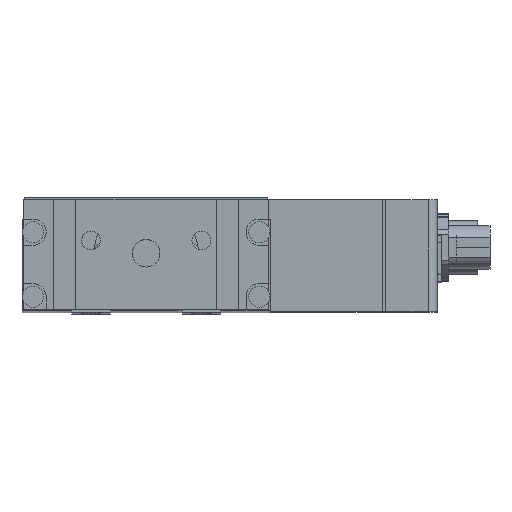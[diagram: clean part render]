
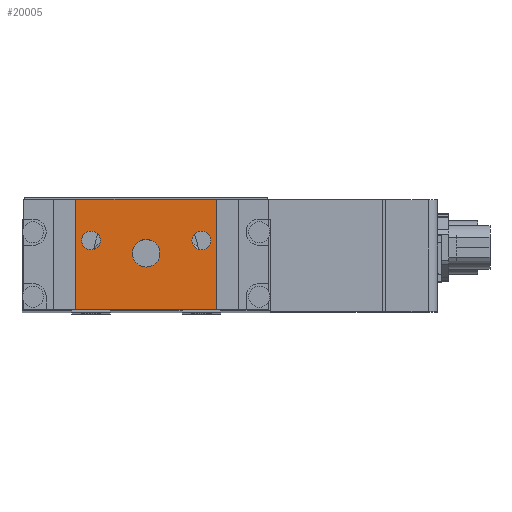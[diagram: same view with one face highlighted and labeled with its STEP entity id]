
A CAD part, top view. The second image highlights one B-rep face of the part: STEP entity #20005.
In plain terms, the highlighted planar face has unit normal (0, 0, 1).
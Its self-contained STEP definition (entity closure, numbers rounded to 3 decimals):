
#588 = VERTEX_POINT ( 'NONE', #13450 ) ;
#695 = VECTOR ( 'NONE', #4535, 1000. ) ;
#1377 = VERTEX_POINT ( 'NONE', #9400 ) ;
#1740 = DIRECTION ( 'NONE',  ( 0., 1., 0. ) ) ;
#1882 = EDGE_LOOP ( 'NONE', ( #2222, #13102 ) ) ;
#2222 = ORIENTED_EDGE ( 'NONE', *, *, #14052, .F. ) ;
#2594 = CARTESIAN_POINT ( 'NONE',  ( 0., 0., 214.75 ) ) ;
#2643 = ORIENTED_EDGE ( 'NONE', *, *, #8500, .T. ) ;
#2655 = CARTESIAN_POINT ( 'NONE',  ( -11.7, 2.33, 214.75 ) ) ;
#3101 = FACE_OUTER_BOUND ( 'NONE', #14549, .T. ) ;
#3265 = AXIS2_PLACEMENT_3D ( 'NONE', #4542, #12544, #6999 ) ;
#3654 = ORIENTED_EDGE ( 'NONE', *, *, #21830, .F. ) ;
#3851 = EDGE_CURVE ( 'NONE', #24071, #18680, #8450, .T. ) ;
#3922 = AXIS2_PLACEMENT_3D ( 'NONE', #16380, #18048, #8485 ) ;
#4202 = CARTESIAN_POINT ( 'NONE',  ( -10., 2.33, 214.75 ) ) ;
#4535 = DIRECTION ( 'NONE',  ( -1., 0., 0. ) ) ;
#4542 = CARTESIAN_POINT ( 'NONE',  ( 0., 0., 214.75 ) ) ;
#5014 = LINE ( 'NONE', #19081, #695 ) ;
#5143 = VERTEX_POINT ( 'NONE', #2655 ) ;
#5797 = CARTESIAN_POINT ( 'NONE',  ( -10., 2.33, 214.75 ) ) ;
#6237 = DIRECTION ( 'NONE',  ( 1., 0., 0. ) ) ;
#6575 = CARTESIAN_POINT ( 'NONE',  ( -12.75, 9.83, 214.75 ) ) ;
#6999 = DIRECTION ( 'NONE',  ( 1., 0., 0. ) ) ;
#7210 = AXIS2_PLACEMENT_3D ( 'NONE', #4202, #15967, #12585 ) ;
#7509 = CARTESIAN_POINT ( 'NONE',  ( 12.75, -10.17, 214.75 ) ) ;
#7608 = DIRECTION ( 'NONE',  ( 1., 0., 0. ) ) ;
#7671 = VERTEX_POINT ( 'NONE', #12006 ) ;
#7773 = ORIENTED_EDGE ( 'NONE', *, *, #23650, .T. ) ;
#8107 = ORIENTED_EDGE ( 'NONE', *, *, #17757, .T. ) ;
#8450 = CIRCLE ( 'NONE', #3922, 1.7 ) ;
#8485 = DIRECTION ( 'NONE',  ( 1., 0., 0. ) ) ;
#8500 = EDGE_CURVE ( 'NONE', #19559, #13640, #25083, .T. ) ;
#8712 = ORIENTED_EDGE ( 'NONE', *, *, #22436, .F. ) ;
#8786 = PLANE ( 'NONE',  #3265 ) ;
#9400 = CARTESIAN_POINT ( 'NONE',  ( -8.3, 2.33, 214.75 ) ) ;
#9481 = EDGE_CURVE ( 'NONE', #1377, #5143, #16272, .T. ) ;
#9714 = VECTOR ( 'NONE', #9729, 1000. ) ;
#9729 = DIRECTION ( 'NONE',  ( 1., 0., 0. ) ) ;
#10715 = CIRCLE ( 'NONE', #25131, 2.5 ) ;
#11072 = EDGE_LOOP ( 'NONE', ( #3654, #11554 ) ) ;
#11147 = EDGE_CURVE ( 'NONE', #7671, #22746, #19702, .T. ) ;
#11554 = ORIENTED_EDGE ( 'NONE', *, *, #11147, .F. ) ;
#11755 = CARTESIAN_POINT ( 'NONE',  ( 12.75, 9.83, 214.75 ) ) ;
#11783 = AXIS2_PLACEMENT_3D ( 'NONE', #5797, #17032, #7608 ) ;
#12006 = CARTESIAN_POINT ( 'NONE',  ( -2.5, 0., 214.75 ) ) ;
#12321 = DIRECTION ( 'NONE',  ( 0., 0., 1. ) ) ;
#12544 = DIRECTION ( 'NONE',  ( 0., 0., 1. ) ) ;
#12585 = DIRECTION ( 'NONE',  ( 1., 0., 0. ) ) ;
#13102 = ORIENTED_EDGE ( 'NONE', *, *, #9481, .F. ) ;
#13216 = AXIS2_PLACEMENT_3D ( 'NONE', #20542, #18354, #22479 ) ;
#13450 = CARTESIAN_POINT ( 'NONE',  ( 12.75, 9.83, 214.75 ) ) ;
#13640 = VERTEX_POINT ( 'NONE', #7509 ) ;
#14052 = EDGE_CURVE ( 'NONE', #5143, #1377, #14627, .T. ) ;
#14351 = FACE_BOUND ( 'NONE', #21809, .T. ) ;
#14549 = EDGE_LOOP ( 'NONE', ( #7773, #8107, #22253, #2643 ) ) ;
#14627 = CIRCLE ( 'NONE', #11783, 1.7 ) ;
#15967 = DIRECTION ( 'NONE',  ( 0., 0., 1. ) ) ;
#16272 = CIRCLE ( 'NONE', #7210, 1.7 ) ;
#16380 = CARTESIAN_POINT ( 'NONE',  ( 10., 2.33, 214.75 ) ) ;
#16410 = VERTEX_POINT ( 'NONE', #6575 ) ;
#16503 = CARTESIAN_POINT ( 'NONE',  ( 0., 0., 214.75 ) ) ;
#16936 = CIRCLE ( 'NONE', #13216, 1.7 ) ;
#17032 = DIRECTION ( 'NONE',  ( 0., 0., 1. ) ) ;
#17447 = ORIENTED_EDGE ( 'NONE', *, *, #3851, .F. ) ;
#17757 = EDGE_CURVE ( 'NONE', #588, #16410, #5014, .T. ) ;
#18048 = DIRECTION ( 'NONE',  ( 0., 0., 1. ) ) ;
#18135 = CARTESIAN_POINT ( 'NONE',  ( -12.75, -10.17, 214.75 ) ) ;
#18224 = FACE_BOUND ( 'NONE', #11072, .T. ) ;
#18354 = DIRECTION ( 'NONE',  ( 0., 0., 1. ) ) ;
#18466 = AXIS2_PLACEMENT_3D ( 'NONE', #2594, #12321, #6237 ) ;
#18488 = FACE_BOUND ( 'NONE', #1882, .T. ) ;
#18555 = DIRECTION ( 'NONE',  ( 1., 0., 0. ) ) ;
#18680 = VERTEX_POINT ( 'NONE', #24809 ) ;
#19081 = CARTESIAN_POINT ( 'NONE',  ( -22.25, 9.83, 214.75 ) ) ;
#19559 = VERTEX_POINT ( 'NONE', #18135 ) ;
#19563 = LINE ( 'NONE', #23457, #21826 ) ;
#19614 = DIRECTION ( 'NONE',  ( 0., 1., 0. ) ) ;
#19702 = CIRCLE ( 'NONE', #18466, 2.5 ) ;
#20005 = ADVANCED_FACE ( 'NONE', ( #14351, #3101, #18488, #18224 ), #8786, .T. ) ;
#20542 = CARTESIAN_POINT ( 'NONE',  ( 10., 2.33, 214.75 ) ) ;
#20851 = VECTOR ( 'NONE', #19614, 1000. ) ;
#21096 = EDGE_CURVE ( 'NONE', #19559, #16410, #19563, .T. ) ;
#21637 = CARTESIAN_POINT ( 'NONE',  ( 8.3, 2.33, 214.75 ) ) ;
#21809 = EDGE_LOOP ( 'NONE', ( #17447, #8712 ) ) ;
#21826 = VECTOR ( 'NONE', #1740, 1000. ) ;
#21830 = EDGE_CURVE ( 'NONE', #22746, #7671, #10715, .T. ) ;
#22253 = ORIENTED_EDGE ( 'NONE', *, *, #21096, .F. ) ;
#22436 = EDGE_CURVE ( 'NONE', #18680, #24071, #16936, .T. ) ;
#22479 = DIRECTION ( 'NONE',  ( 1., 0., 0. ) ) ;
#22746 = VERTEX_POINT ( 'NONE', #25296 ) ;
#23457 = CARTESIAN_POINT ( 'NONE',  ( -12.75, 9.83, 214.75 ) ) ;
#23499 = LINE ( 'NONE', #11755, #20851 ) ;
#23650 = EDGE_CURVE ( 'NONE', #13640, #588, #23499, .T. ) ;
#24071 = VERTEX_POINT ( 'NONE', #21637 ) ;
#24596 = DIRECTION ( 'NONE',  ( 0., 0., 1. ) ) ;
#24809 = CARTESIAN_POINT ( 'NONE',  ( 11.7, 2.33, 214.75 ) ) ;
#24948 = CARTESIAN_POINT ( 'NONE',  ( -22.25, -10.17, 214.75 ) ) ;
#25083 = LINE ( 'NONE', #24948, #9714 ) ;
#25131 = AXIS2_PLACEMENT_3D ( 'NONE', #16503, #24596, #18555 ) ;
#25296 = CARTESIAN_POINT ( 'NONE',  ( 2.5, 0., 214.75 ) ) ;
